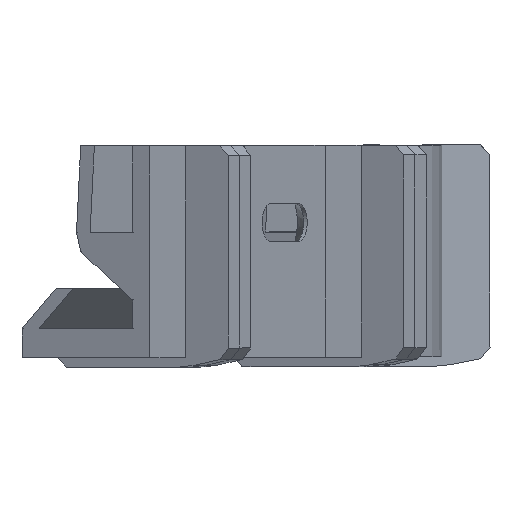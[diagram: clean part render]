
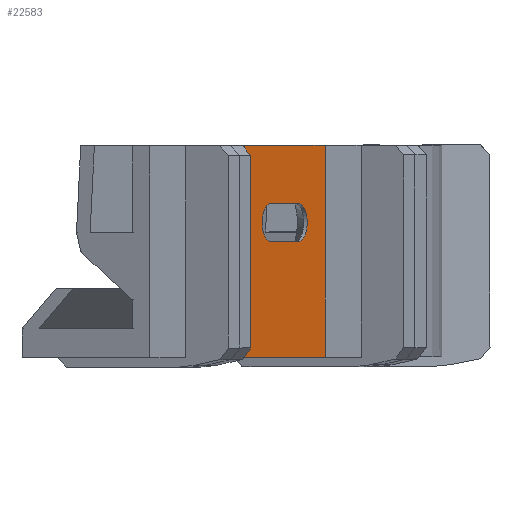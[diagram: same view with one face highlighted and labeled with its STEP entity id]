
A CAD part, left-side view. The second image highlights one B-rep face of the part: STEP entity #22583.
In plain terms, the highlighted face is planar.
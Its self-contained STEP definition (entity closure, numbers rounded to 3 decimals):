
#22307 = VERTEX_POINT('',#22308);
#22308 = CARTESIAN_POINT('',(3.,0.,16.));
#22315 = CYLINDRICAL_SURFACE('',#22316,2.);
#22316 = AXIS2_PLACEMENT_3D('',#22317,#22318,#22319);
#22317 = CARTESIAN_POINT('',(3.,24.,14.));
#22318 = DIRECTION('',(-0.,1.,0.));
#22319 = DIRECTION('',(0.,0.,-1.));
#22327 = PLANE('',#22328);
#22328 = AXIS2_PLACEMENT_3D('',#22329,#22330,#22331);
#22329 = CARTESIAN_POINT('',(3.,24.,16.));
#22330 = DIRECTION('',(0.,0.,-1.));
#22331 = DIRECTION('',(-1.,0.,-0.));
#22369 = VERTEX_POINT('',#22370);
#22370 = CARTESIAN_POINT('',(3.,0.,12.));
#22384 = PLANE('',#22385);
#22385 = AXIS2_PLACEMENT_3D('',#22386,#22387,#22388);
#22386 = CARTESIAN_POINT('',(-3.,24.,12.));
#22387 = DIRECTION('',(0.,0.,1.));
#22388 = DIRECTION('',(1.,0.,0.));
#22396 = EDGE_CURVE('',#22307,#22369,#22397,.T.);
#22397 = SURFACE_CURVE('',#22398,(#22403,#22410),.PCURVE_S1.);
#22398 = CIRCLE('',#22399,2.);
#22399 = AXIS2_PLACEMENT_3D('',#22400,#22401,#22402);
#22400 = CARTESIAN_POINT('',(3.,0.,14.));
#22401 = DIRECTION('',(0.,1.,0.));
#22402 = DIRECTION('',(0.,0.,-1.));
#22403 = PCURVE('',#22315,#22404);
#22404 = DEFINITIONAL_REPRESENTATION('',(#22405),#22409);
#22405 = LINE('',#22406,#22407);
#22406 = CARTESIAN_POINT('',(-6.283,-24.));
#22407 = VECTOR('',#22408,1.);
#22408 = DIRECTION('',(1.,-0.));
#22409 = ( GEOMETRIC_REPRESENTATION_CONTEXT(2) 
PARAMETRIC_REPRESENTATION_CONTEXT() REPRESENTATION_CONTEXT('2D SPACE',''
  ) );
#22410 = PCURVE('',#22411,#22416);
#22411 = PLANE('',#22412);
#22412 = AXIS2_PLACEMENT_3D('',#22413,#22414,#22415);
#22413 = CARTESIAN_POINT('',(0.,0.,0.));
#22414 = DIRECTION('',(0.,1.,-0.));
#22415 = DIRECTION('',(0.,0.,1.));
#22416 = DEFINITIONAL_REPRESENTATION('',(#22417),#22421);
#22417 = CIRCLE('',#22418,2.);
#22418 = AXIS2_PLACEMENT_2D('',#22419,#22420);
#22419 = CARTESIAN_POINT('',(14.,3.));
#22420 = DIRECTION('',(-1.,0.));
#22421 = ( GEOMETRIC_REPRESENTATION_CONTEXT(2) 
PARAMETRIC_REPRESENTATION_CONTEXT() REPRESENTATION_CONTEXT('2D SPACE',''
  ) );
#22429 = VERTEX_POINT('',#22430);
#22430 = CARTESIAN_POINT('',(-3.,0.,16.));
#22444 = CYLINDRICAL_SURFACE('',#22445,2.);
#22445 = AXIS2_PLACEMENT_3D('',#22446,#22447,#22448);
#22446 = CARTESIAN_POINT('',(-3.,24.,14.));
#22447 = DIRECTION('',(-0.,1.,0.));
#22448 = DIRECTION('',(0.,0.,1.));
#22483 = EDGE_CURVE('',#22307,#22429,#22484,.T.);
#22484 = SURFACE_CURVE('',#22485,(#22489,#22495),.PCURVE_S1.);
#22485 = LINE('',#22486,#22487);
#22486 = CARTESIAN_POINT('',(1.5,0.,16.));
#22487 = VECTOR('',#22488,1.);
#22488 = DIRECTION('',(-1.,0.,0.));
#22489 = PCURVE('',#22327,#22490);
#22490 = DEFINITIONAL_REPRESENTATION('',(#22491),#22494);
#22491 = B_SPLINE_CURVE_WITH_KNOTS('',1,(#22492,#22493),.UNSPECIFIED.,
  .F.,.F.,(2,2),(-1.5,4.5),.PIECEWISE_BEZIER_KNOTS.);
#22492 = CARTESIAN_POINT('',(0.,-24.));
#22493 = CARTESIAN_POINT('',(6.,-24.));
#22494 = ( GEOMETRIC_REPRESENTATION_CONTEXT(2) 
PARAMETRIC_REPRESENTATION_CONTEXT() REPRESENTATION_CONTEXT('2D SPACE',''
  ) );
#22495 = PCURVE('',#22411,#22496);
#22496 = DEFINITIONAL_REPRESENTATION('',(#22497),#22500);
#22497 = B_SPLINE_CURVE_WITH_KNOTS('',1,(#22498,#22499),.UNSPECIFIED.,
  .F.,.F.,(2,2),(-1.5,4.5),.PIECEWISE_BEZIER_KNOTS.);
#22498 = CARTESIAN_POINT('',(16.,3.));
#22499 = CARTESIAN_POINT('',(16.,-3.));
#22500 = ( GEOMETRIC_REPRESENTATION_CONTEXT(2) 
PARAMETRIC_REPRESENTATION_CONTEXT() REPRESENTATION_CONTEXT('2D SPACE',''
  ) );
#22583 = ADVANCED_FACE('',(#22584,#22698),#22411,.F.);
#22584 = FACE_BOUND('',#22585,.F.);
#22585 = EDGE_LOOP('',(#22586,#22616,#22644,#22672));
#22586 = ORIENTED_EDGE('',*,*,#22587,.F.);
#22587 = EDGE_CURVE('',#22588,#22590,#22592,.T.);
#22588 = VERTEX_POINT('',#22589);
#22589 = CARTESIAN_POINT('',(-9.,0.,0.));
#22590 = VERTEX_POINT('',#22591);
#22591 = CARTESIAN_POINT('',(9.,0.,0.));
#22592 = SURFACE_CURVE('',#22593,(#22597,#22604),.PCURVE_S1.);
#22593 = LINE('',#22594,#22595);
#22594 = CARTESIAN_POINT('',(-9.,0.,0.));
#22595 = VECTOR('',#22596,1.);
#22596 = DIRECTION('',(1.,0.,0.));
#22597 = PCURVE('',#22411,#22598);
#22598 = DEFINITIONAL_REPRESENTATION('',(#22599),#22603);
#22599 = LINE('',#22600,#22601);
#22600 = CARTESIAN_POINT('',(0.,-9.));
#22601 = VECTOR('',#22602,1.);
#22602 = DIRECTION('',(0.,1.));
#22603 = ( GEOMETRIC_REPRESENTATION_CONTEXT(2) 
PARAMETRIC_REPRESENTATION_CONTEXT() REPRESENTATION_CONTEXT('2D SPACE',''
  ) );
#22604 = PCURVE('',#22605,#22610);
#22605 = PLANE('',#22606);
#22606 = AXIS2_PLACEMENT_3D('',#22607,#22608,#22609);
#22607 = CARTESIAN_POINT('',(0.,15.,0.));
#22608 = DIRECTION('',(0.,0.,1.));
#22609 = DIRECTION('',(0.,-1.,0.));
#22610 = DEFINITIONAL_REPRESENTATION('',(#22611),#22615);
#22611 = LINE('',#22612,#22613);
#22612 = CARTESIAN_POINT('',(15.,-9.));
#22613 = VECTOR('',#22614,1.);
#22614 = DIRECTION('',(0.,1.));
#22615 = ( GEOMETRIC_REPRESENTATION_CONTEXT(2) 
PARAMETRIC_REPRESENTATION_CONTEXT() REPRESENTATION_CONTEXT('2D SPACE',''
  ) );
#22616 = ORIENTED_EDGE('',*,*,#22617,.T.);
#22617 = EDGE_CURVE('',#22588,#22618,#22620,.T.);
#22618 = VERTEX_POINT('',#22619);
#22619 = CARTESIAN_POINT('',(-9.,0.,22.));
#22620 = SURFACE_CURVE('',#22621,(#22625,#22632),.PCURVE_S1.);
#22621 = LINE('',#22622,#22623);
#22622 = CARTESIAN_POINT('',(-9.,0.,0.));
#22623 = VECTOR('',#22624,1.);
#22624 = DIRECTION('',(0.,0.,1.));
#22625 = PCURVE('',#22411,#22626);
#22626 = DEFINITIONAL_REPRESENTATION('',(#22627),#22631);
#22627 = LINE('',#22628,#22629);
#22628 = CARTESIAN_POINT('',(0.,-9.));
#22629 = VECTOR('',#22630,1.);
#22630 = DIRECTION('',(1.,0.));
#22631 = ( GEOMETRIC_REPRESENTATION_CONTEXT(2) 
PARAMETRIC_REPRESENTATION_CONTEXT() REPRESENTATION_CONTEXT('2D SPACE',''
  ) );
#22632 = PCURVE('',#22633,#22638);
#22633 = PLANE('',#22634);
#22634 = AXIS2_PLACEMENT_3D('',#22635,#22636,#22637);
#22635 = CARTESIAN_POINT('',(-9.,4.162,7.662));
#22636 = DIRECTION('',(-1.,0.,0.));
#22637 = DIRECTION('',(0.,0.,1.));
#22638 = DEFINITIONAL_REPRESENTATION('',(#22639),#22643);
#22639 = LINE('',#22640,#22641);
#22640 = CARTESIAN_POINT('',(-7.662,-4.162));
#22641 = VECTOR('',#22642,1.);
#22642 = DIRECTION('',(1.,0.));
#22643 = ( GEOMETRIC_REPRESENTATION_CONTEXT(2) 
PARAMETRIC_REPRESENTATION_CONTEXT() REPRESENTATION_CONTEXT('2D SPACE',''
  ) );
#22644 = ORIENTED_EDGE('',*,*,#22645,.F.);
#22645 = EDGE_CURVE('',#22646,#22618,#22648,.T.);
#22646 = VERTEX_POINT('',#22647);
#22647 = CARTESIAN_POINT('',(9.,0.,22.));
#22648 = SURFACE_CURVE('',#22649,(#22653,#22660),.PCURVE_S1.);
#22649 = LINE('',#22650,#22651);
#22650 = CARTESIAN_POINT('',(9.,0.,22.));
#22651 = VECTOR('',#22652,1.);
#22652 = DIRECTION('',(-1.,0.,0.));
#22653 = PCURVE('',#22411,#22654);
#22654 = DEFINITIONAL_REPRESENTATION('',(#22655),#22659);
#22655 = LINE('',#22656,#22657);
#22656 = CARTESIAN_POINT('',(22.,9.));
#22657 = VECTOR('',#22658,1.);
#22658 = DIRECTION('',(0.,-1.));
#22659 = ( GEOMETRIC_REPRESENTATION_CONTEXT(2) 
PARAMETRIC_REPRESENTATION_CONTEXT() REPRESENTATION_CONTEXT('2D SPACE',''
  ) );
#22660 = PCURVE('',#22661,#22666);
#22661 = PLANE('',#22662);
#22662 = AXIS2_PLACEMENT_3D('',#22663,#22664,#22665);
#22663 = CARTESIAN_POINT('',(0.,0.,22.));
#22664 = DIRECTION('',(0.,0.,-1.));
#22665 = DIRECTION('',(0.,1.,0.));
#22666 = DEFINITIONAL_REPRESENTATION('',(#22667),#22671);
#22667 = LINE('',#22668,#22669);
#22668 = CARTESIAN_POINT('',(0.,9.));
#22669 = VECTOR('',#22670,1.);
#22670 = DIRECTION('',(0.,-1.));
#22671 = ( GEOMETRIC_REPRESENTATION_CONTEXT(2) 
PARAMETRIC_REPRESENTATION_CONTEXT() REPRESENTATION_CONTEXT('2D SPACE',''
  ) );
#22672 = ORIENTED_EDGE('',*,*,#22673,.F.);
#22673 = EDGE_CURVE('',#22590,#22646,#22674,.T.);
#22674 = SURFACE_CURVE('',#22675,(#22679,#22686),.PCURVE_S1.);
#22675 = LINE('',#22676,#22677);
#22676 = CARTESIAN_POINT('',(9.,0.,0.));
#22677 = VECTOR('',#22678,1.);
#22678 = DIRECTION('',(0.,0.,1.));
#22679 = PCURVE('',#22411,#22680);
#22680 = DEFINITIONAL_REPRESENTATION('',(#22681),#22685);
#22681 = LINE('',#22682,#22683);
#22682 = CARTESIAN_POINT('',(0.,9.));
#22683 = VECTOR('',#22684,1.);
#22684 = DIRECTION('',(1.,0.));
#22685 = ( GEOMETRIC_REPRESENTATION_CONTEXT(2) 
PARAMETRIC_REPRESENTATION_CONTEXT() REPRESENTATION_CONTEXT('2D SPACE',''
  ) );
#22686 = PCURVE('',#22687,#22692);
#22687 = PLANE('',#22688);
#22688 = AXIS2_PLACEMENT_3D('',#22689,#22690,#22691);
#22689 = CARTESIAN_POINT('',(9.,4.162,7.662));
#22690 = DIRECTION('',(-1.,0.,0.));
#22691 = DIRECTION('',(0.,0.,1.));
#22692 = DEFINITIONAL_REPRESENTATION('',(#22693),#22697);
#22693 = LINE('',#22694,#22695);
#22694 = CARTESIAN_POINT('',(-7.662,-4.162));
#22695 = VECTOR('',#22696,1.);
#22696 = DIRECTION('',(1.,0.));
#22697 = ( GEOMETRIC_REPRESENTATION_CONTEXT(2) 
PARAMETRIC_REPRESENTATION_CONTEXT() REPRESENTATION_CONTEXT('2D SPACE',''
  ) );
#22698 = FACE_BOUND('',#22699,.F.);
#22699 = EDGE_LOOP('',(#22700,#22701,#22702,#22726));
#22700 = ORIENTED_EDGE('',*,*,#22396,.F.);
#22701 = ORIENTED_EDGE('',*,*,#22483,.T.);
#22702 = ORIENTED_EDGE('',*,*,#22703,.F.);
#22703 = EDGE_CURVE('',#22704,#22429,#22706,.T.);
#22704 = VERTEX_POINT('',#22705);
#22705 = CARTESIAN_POINT('',(-3.,0.,12.));
#22706 = SURFACE_CURVE('',#22707,(#22712,#22719),.PCURVE_S1.);
#22707 = CIRCLE('',#22708,2.);
#22708 = AXIS2_PLACEMENT_3D('',#22709,#22710,#22711);
#22709 = CARTESIAN_POINT('',(-3.,0.,14.));
#22710 = DIRECTION('',(-0.,1.,0.));
#22711 = DIRECTION('',(0.,0.,1.));
#22712 = PCURVE('',#22411,#22713);
#22713 = DEFINITIONAL_REPRESENTATION('',(#22714),#22718);
#22714 = CIRCLE('',#22715,2.);
#22715 = AXIS2_PLACEMENT_2D('',#22716,#22717);
#22716 = CARTESIAN_POINT('',(14.,-3.));
#22717 = DIRECTION('',(1.,0.));
#22718 = ( GEOMETRIC_REPRESENTATION_CONTEXT(2) 
PARAMETRIC_REPRESENTATION_CONTEXT() REPRESENTATION_CONTEXT('2D SPACE',''
  ) );
#22719 = PCURVE('',#22444,#22720);
#22720 = DEFINITIONAL_REPRESENTATION('',(#22721),#22725);
#22721 = LINE('',#22722,#22723);
#22722 = CARTESIAN_POINT('',(-6.283,-24.));
#22723 = VECTOR('',#22724,1.);
#22724 = DIRECTION('',(1.,-0.));
#22725 = ( GEOMETRIC_REPRESENTATION_CONTEXT(2) 
PARAMETRIC_REPRESENTATION_CONTEXT() REPRESENTATION_CONTEXT('2D SPACE',''
  ) );
#22726 = ORIENTED_EDGE('',*,*,#22727,.T.);
#22727 = EDGE_CURVE('',#22704,#22369,#22728,.T.);
#22728 = SURFACE_CURVE('',#22729,(#22733,#22739),.PCURVE_S1.);
#22729 = LINE('',#22730,#22731);
#22730 = CARTESIAN_POINT('',(-1.5,0.,12.));
#22731 = VECTOR('',#22732,1.);
#22732 = DIRECTION('',(1.,-0.,0.));
#22733 = PCURVE('',#22411,#22734);
#22734 = DEFINITIONAL_REPRESENTATION('',(#22735),#22738);
#22735 = B_SPLINE_CURVE_WITH_KNOTS('',1,(#22736,#22737),.UNSPECIFIED.,
  .F.,.F.,(2,2),(-1.5,4.5),.PIECEWISE_BEZIER_KNOTS.);
#22736 = CARTESIAN_POINT('',(12.,-3.));
#22737 = CARTESIAN_POINT('',(12.,3.));
#22738 = ( GEOMETRIC_REPRESENTATION_CONTEXT(2) 
PARAMETRIC_REPRESENTATION_CONTEXT() REPRESENTATION_CONTEXT('2D SPACE',''
  ) );
#22739 = PCURVE('',#22384,#22740);
#22740 = DEFINITIONAL_REPRESENTATION('',(#22741),#22744);
#22741 = B_SPLINE_CURVE_WITH_KNOTS('',1,(#22742,#22743),.UNSPECIFIED.,
  .F.,.F.,(2,2),(-1.5,4.5),.PIECEWISE_BEZIER_KNOTS.);
#22742 = CARTESIAN_POINT('',(0.,-24.));
#22743 = CARTESIAN_POINT('',(6.,-24.));
#22744 = ( GEOMETRIC_REPRESENTATION_CONTEXT(2) 
PARAMETRIC_REPRESENTATION_CONTEXT() REPRESENTATION_CONTEXT('2D SPACE',''
  ) );
